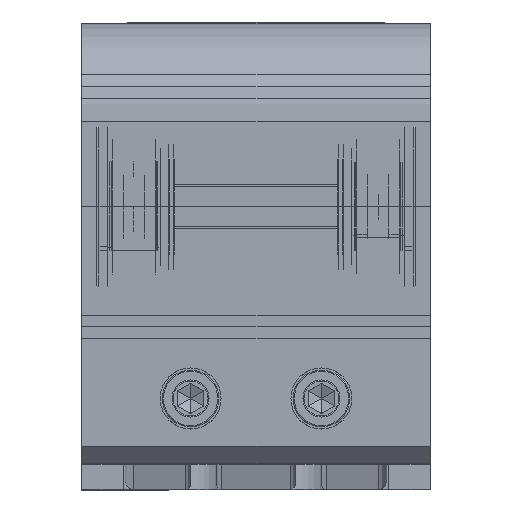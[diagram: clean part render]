
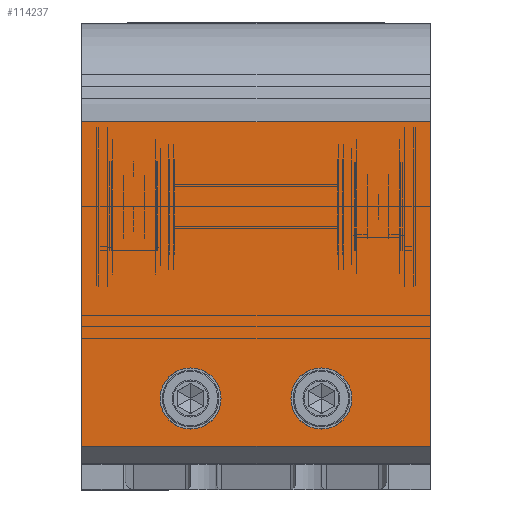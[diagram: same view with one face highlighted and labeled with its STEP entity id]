
A CAD part, top view. The second image highlights one B-rep face of the part: STEP entity #114237.
In plain terms, the highlighted planar face has unit normal (0, 0, 1).
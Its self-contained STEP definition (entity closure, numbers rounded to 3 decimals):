
#1141 = LINE ( 'NONE', #118915, #253814 ) ;
#5566 = AXIS2_PLACEMENT_3D ( 'NONE', #293722, #200862, #202391 ) ;
#8977 = VERTEX_POINT ( 'NONE', #266485 ) ;
#18504 = EDGE_CURVE ( 'NONE', #141457, #8977, #1141, .T. ) ;
#19512 = EDGE_CURVE ( 'NONE', #268574, #211965, #114545, .T. ) ;
#22034 = VERTEX_POINT ( 'NONE', #185873 ) ;
#25404 = CARTESIAN_POINT ( 'NONE',  ( 130.798, 174.238, 570.351 ) ) ;
#27648 = CARTESIAN_POINT ( 'NONE',  ( 105.798, 159.238, 570.351 ) ) ;
#35531 = CARTESIAN_POINT ( 'NONE',  ( 153.798, 174.238, 570.351 ) ) ;
#35770 = ORIENTED_EDGE ( 'NONE', *, *, #19512, .F. ) ;
#42701 = EDGE_LOOP ( 'NONE', ( #268788, #294588 ) ) ;
#45471 = VECTOR ( 'NONE', #145490, 1000. ) ;
#47894 = CARTESIAN_POINT ( 'NONE',  ( 185.798, 159.238, 570.351 ) ) ;
#50795 = EDGE_CURVE ( 'NONE', #211965, #268574, #147625, .T. ) ;
#53184 = DIRECTION ( 'NONE',  ( 0., 0., 1. ) ) ;
#56975 = DIRECTION ( 'NONE',  ( 0., 0., 1. ) ) ;
#68471 = FACE_OUTER_BOUND ( 'NONE', #262724, .T. ) ;
#71877 = DIRECTION ( 'NONE',  ( 1., 0., 0. ) ) ;
#72579 = ORIENTED_EDGE ( 'NONE', *, *, #267172, .T. ) ;
#73403 = EDGE_CURVE ( 'NONE', #141457, #291364, #260444, .T. ) ;
#97393 = AXIS2_PLACEMENT_3D ( 'NONE', #258483, #213629, #215191 ) ;
#98649 = AXIS2_PLACEMENT_3D ( 'NONE', #235731, #56975, #218545 ) ;
#99347 = DIRECTION ( 'NONE',  ( 0., 0., -1. ) ) ;
#102390 = CARTESIAN_POINT ( 'NONE',  ( 185.798, 159.238, 570.351 ) ) ;
#103951 = DIRECTION ( 'NONE',  ( -1., 0., 0. ) ) ;
#112379 = EDGE_CURVE ( 'NONE', #22034, #291364, #125188, .T. ) ;
#114237 = ADVANCED_FACE ( 'NONE', ( #256184, #161588, #68471 ), #142844, .F. ) ;
#114545 = CIRCLE ( 'NONE', #5566, 7. ) ;
#118116 = CARTESIAN_POINT ( 'NONE',  ( 123.798, 174.238, 570.351 ) ) ;
#118915 = CARTESIAN_POINT ( 'NONE',  ( 185.798, 237.738, 570.351 ) ) ;
#119211 = DIRECTION ( 'NONE',  ( 0., -1., 0. ) ) ;
#123149 = ORIENTED_EDGE ( 'NONE', *, *, #73403, .F. ) ;
#125188 = LINE ( 'NONE', #168796, #179006 ) ;
#133264 = ORIENTED_EDGE ( 'NONE', *, *, #18504, .T. ) ;
#138157 = CARTESIAN_POINT ( 'NONE',  ( 137.798, 174.238, 570.351 ) ) ;
#141457 = VERTEX_POINT ( 'NONE', #239843 ) ;
#142844 = PLANE ( 'NONE',  #288702 ) ;
#145490 = DIRECTION ( 'NONE',  ( 0., -1., 0. ) ) ;
#146839 = EDGE_CURVE ( 'NONE', #229480, #285515, #201481, .T. ) ;
#147625 = CIRCLE ( 'NONE', #98649, 7. ) ;
#161588 = FACE_BOUND ( 'NONE', #205311, .T. ) ;
#168796 = CARTESIAN_POINT ( 'NONE',  ( 185.798, 163.238, 570.351 ) ) ;
#179006 = VECTOR ( 'NONE', #215490, 1000. ) ;
#185873 = CARTESIAN_POINT ( 'NONE',  ( 105.798, 163.238, 570.351 ) ) ;
#193531 = DIRECTION ( 'NONE',  ( -1., 0., 0. ) ) ;
#200862 = DIRECTION ( 'NONE',  ( 0., 0., 1. ) ) ;
#201481 = CIRCLE ( 'NONE', #97393, 7. ) ;
#202391 = DIRECTION ( 'NONE',  ( 1., 0., 0. ) ) ;
#203730 = AXIS2_PLACEMENT_3D ( 'NONE', #25404, #53184, #71877 ) ;
#205311 = EDGE_LOOP ( 'NONE', ( #35770, #242820 ) ) ;
#208729 = CARTESIAN_POINT ( 'NONE',  ( 185.798, 163.238, 570.351 ) ) ;
#210285 = CARTESIAN_POINT ( 'NONE',  ( 167.798, 174.238, 570.351 ) ) ;
#211965 = VERTEX_POINT ( 'NONE', #35531 ) ;
#213629 = DIRECTION ( 'NONE',  ( 0., 0., 1. ) ) ;
#215191 = DIRECTION ( 'NONE',  ( 1., 0., 0. ) ) ;
#215490 = DIRECTION ( 'NONE',  ( 1., 0., 0. ) ) ;
#217016 = LINE ( 'NONE', #27648, #45471 ) ;
#218545 = DIRECTION ( 'NONE',  ( 1., 0., 0. ) ) ;
#229480 = VERTEX_POINT ( 'NONE', #118116 ) ;
#230628 = VECTOR ( 'NONE', #119211, 1000. ) ;
#235731 = CARTESIAN_POINT ( 'NONE',  ( 160.798, 174.238, 570.351 ) ) ;
#239843 = CARTESIAN_POINT ( 'NONE',  ( 185.798, 237.738, 570.351 ) ) ;
#242820 = ORIENTED_EDGE ( 'NONE', *, *, #50795, .F. ) ;
#253814 = VECTOR ( 'NONE', #193531, 1000. ) ;
#256184 = FACE_BOUND ( 'NONE', #42701, .T. ) ;
#258048 = CIRCLE ( 'NONE', #203730, 7. ) ;
#258483 = CARTESIAN_POINT ( 'NONE',  ( 130.798, 174.238, 570.351 ) ) ;
#259942 = EDGE_CURVE ( 'NONE', #285515, #229480, #258048, .T. ) ;
#260444 = LINE ( 'NONE', #47894, #230628 ) ;
#262724 = EDGE_LOOP ( 'NONE', ( #72579, #266528, #123149, #133264 ) ) ;
#266485 = CARTESIAN_POINT ( 'NONE',  ( 105.798, 237.738, 570.351 ) ) ;
#266528 = ORIENTED_EDGE ( 'NONE', *, *, #112379, .T. ) ;
#267172 = EDGE_CURVE ( 'NONE', #8977, #22034, #217016, .T. ) ;
#268574 = VERTEX_POINT ( 'NONE', #210285 ) ;
#268788 = ORIENTED_EDGE ( 'NONE', *, *, #259942, .F. ) ;
#285515 = VERTEX_POINT ( 'NONE', #138157 ) ;
#288702 = AXIS2_PLACEMENT_3D ( 'NONE', #102390, #99347, #103951 ) ;
#291364 = VERTEX_POINT ( 'NONE', #208729 ) ;
#293722 = CARTESIAN_POINT ( 'NONE',  ( 160.798, 174.238, 570.351 ) ) ;
#294588 = ORIENTED_EDGE ( 'NONE', *, *, #146839, .F. ) ;
